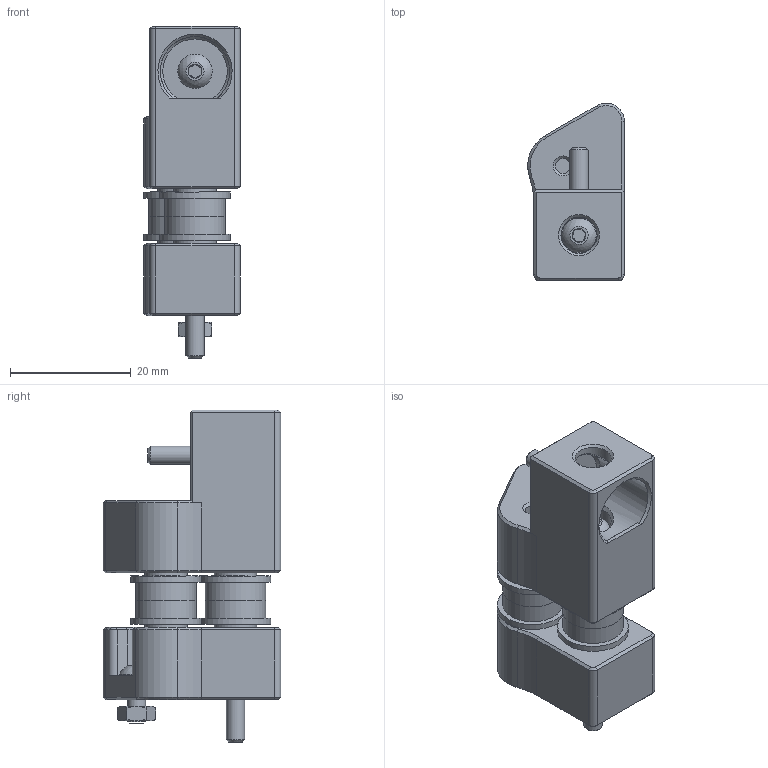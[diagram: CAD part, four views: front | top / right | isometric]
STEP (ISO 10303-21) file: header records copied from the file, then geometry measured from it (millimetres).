
FILE_DESCRIPTION(/* description */ (''),/* implementation_level */ '2;1');
FILE_NAME(/* name */ 'Idler-Right.step',/* time_stamp */ '2023-01-24T19:36:32-05:00',/* author */ (''),/* organization */ (''),/* preprocessor_version */ 'ST-DEVELOPER v19.2',/* originating_system */ 'Autodesk Translation Framework v11.17.0.187',/* authorisation */ '');
FILE_SCHEMA (('AUTOMOTIVE_DESIGN { 1 0 10303 214 3 1 1 }'));
Length unit declared in the file: millimetre
Products named in the file (13): Idler - Right (Voron V0); Hardware; F623-RS Stack v5; M3x40 BHCS v2; M3x8 BHCS v2; M3 Hex Nut v4; M3x10 BHCS v2; 3x14mm Pin v2; F623-RS Stack v5_1; f623-rs; M3 washer-1; idler_right_lower; idler_right_upper
Assembly tree (18 placements, depth 4):
  Idler - Right (Voron V0)
    Hardware
      F623-RS Stack v5
        f623-rs  x2
        M3 washer-1  x2
      M3x40 BHCS v2
      M3x8 BHCS v2
      M3 Hex Nut v4
      M3x10 BHCS v2
      3x14mm Pin v2
      F623-RS Stack v5_1
        f623-rs  x2
        M3 washer-1  x2
    idler_right_lower
    idler_right_upper
Bounding box: 16 x 29.42 x 55 mm (x, y, z)
Volume: 12730.8 mm3; surface area: 8794.2 mm2
Topology: 19 solids, 19 shells, 279 faces, 550 edges, 325 vertices
Faces by surface type: plane 125, cone 73, cylinder 68, torus 8, sphere 3, bspline 2
Full cylindrical faces by diameter (mm): 2.5 x2, 3 x9, 3.2 x6, 3.4 x4, 5.7 x3, 6 x2, 6.06 x8, 6.94 x8, 7 x4, 10 x4, 11.5 x1, 11.7 x4
Entity records: 6551 total; most frequent: CARTESIAN_POINT 1370, DIRECTION 1096, ORIENTED_EDGE 926, EDGE_CURVE 463, AXIS2_PLACEMENT_3D 429, VERTEX_POINT 271, EDGE_LOOP 260, LINE 238
